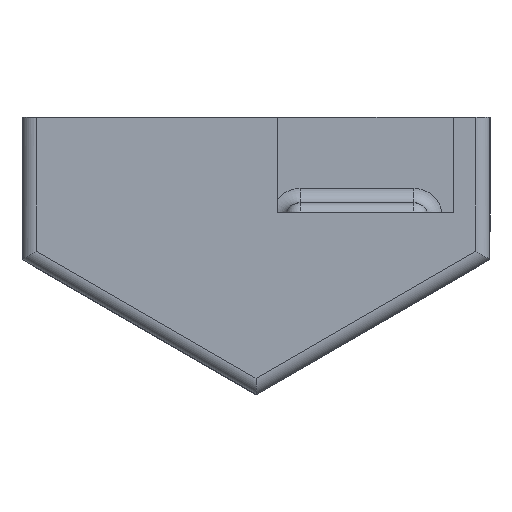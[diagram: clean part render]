
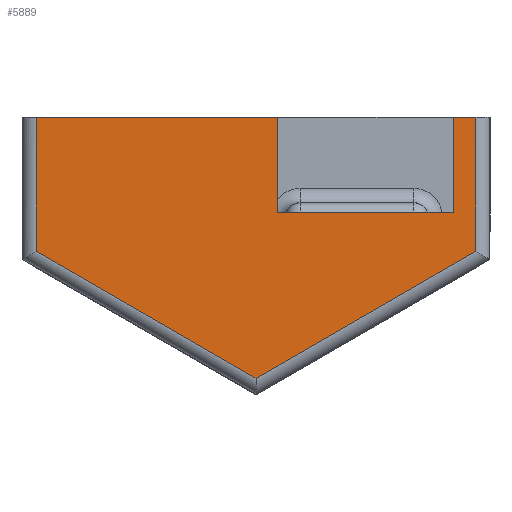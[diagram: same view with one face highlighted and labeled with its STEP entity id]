
A CAD part, left-side view. The second image highlights one B-rep face of the part: STEP entity #5889.
In plain terms, the highlighted planar face has unit normal (-1, 0, 0).
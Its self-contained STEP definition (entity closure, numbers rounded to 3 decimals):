
#479=FACE_OUTER_BOUND('',#837,.T.);
#837=EDGE_LOOP('',(#4220,#4221,#4222,#4223,#4224,#4225,#4226,#4227,#4228));
#1312=LINE('',#8947,#1962);
#1338=LINE('',#9009,#1988);
#1358=LINE('',#9043,#2008);
#1359=LINE('',#9045,#2009);
#1360=LINE('',#9047,#2010);
#1361=LINE('',#9048,#2011);
#1362=LINE('',#9050,#2012);
#1363=LINE('',#9052,#2013);
#1364=LINE('',#9053,#2014);
#1962=VECTOR('',#7067,1.554);
#1988=VECTOR('',#7117,16.954);
#2008=VECTOR('',#7145,9.423);
#2009=VECTOR('',#7146,17.845);
#2010=VECTOR('',#7147,17.845);
#2011=VECTOR('',#7148,9.423);
#2012=VECTOR('',#7149,6.7);
#2013=VECTOR('',#7150,12.4);
#2014=VECTOR('',#7151,6.7);
#2601=VERTEX_POINT('',#8945);
#2602=VERTEX_POINT('',#8946);
#2625=VERTEX_POINT('',#9006);
#2626=VERTEX_POINT('',#9008);
#2636=VERTEX_POINT('',#9042);
#2637=VERTEX_POINT('',#9044);
#2638=VERTEX_POINT('',#9046);
#2639=VERTEX_POINT('',#9049);
#2640=VERTEX_POINT('',#9051);
#3183=EDGE_CURVE('',#2601,#2602,#1312,.T.);
#3215=EDGE_CURVE('',#2625,#2626,#1338,.T.);
#3235=EDGE_CURVE('',#2625,#2636,#1358,.F.);
#3236=EDGE_CURVE('',#2636,#2637,#1359,.F.);
#3237=EDGE_CURVE('',#2637,#2638,#1360,.F.);
#3238=EDGE_CURVE('',#2638,#2602,#1361,.F.);
#3239=EDGE_CURVE('',#2639,#2601,#1362,.T.);
#3240=EDGE_CURVE('',#2640,#2639,#1363,.T.);
#3241=EDGE_CURVE('',#2626,#2640,#1364,.T.);
#4220=ORIENTED_EDGE('',*,*,#3215,.F.);
#4221=ORIENTED_EDGE('',*,*,#3235,.T.);
#4222=ORIENTED_EDGE('',*,*,#3236,.T.);
#4223=ORIENTED_EDGE('',*,*,#3237,.T.);
#4224=ORIENTED_EDGE('',*,*,#3238,.T.);
#4225=ORIENTED_EDGE('',*,*,#3183,.F.);
#4226=ORIENTED_EDGE('',*,*,#3239,.F.);
#4227=ORIENTED_EDGE('',*,*,#3240,.F.);
#4228=ORIENTED_EDGE('',*,*,#3241,.F.);
#5686=PLANE('',#6288);
#5889=ADVANCED_FACE('',(#479),#5686,.F.);
#6288=AXIS2_PLACEMENT_3D('',#9041,#7143,#7144);
#7067=DIRECTION('',(0.,-1.,0.));
#7117=DIRECTION('',(0.,-1.,0.));
#7143=DIRECTION('center_axis',(1.,0.,0.));
#7144=DIRECTION('ref_axis',(0.,0.,-1.));
#7145=DIRECTION('',(0.,0.,1.));
#7146=DIRECTION('',(0.,0.866,0.5));
#7147=DIRECTION('',(0.,0.866,-0.5));
#7148=DIRECTION('',(0.,0.,-1.));
#7149=DIRECTION('',(0.,0.,1.));
#7150=DIRECTION('',(0.,-1.,0.));
#7151=DIRECTION('',(0.,0.,-1.));
#8945=CARTESIAN_POINT('',(-76.875,-13.9,0.5));
#8946=CARTESIAN_POINT('',(-76.875,-15.454,0.5));
#8947=CARTESIAN_POINT('',(-76.875,-13.9,0.5));
#9006=CARTESIAN_POINT('',(-76.875,15.454,0.5));
#9008=CARTESIAN_POINT('',(-76.875,-1.5,0.5));
#9009=CARTESIAN_POINT('',(-76.875,15.454,0.5));
#9041=CARTESIAN_POINT('Origin',(-76.875,0.,0.));
#9042=CARTESIAN_POINT('',(-76.875,15.454,-8.923));
#9043=CARTESIAN_POINT('',(-76.875,15.454,-8.923));
#9044=CARTESIAN_POINT('',(-76.875,0.,-17.845));
#9045=CARTESIAN_POINT('',(-76.875,0.,-17.845));
#9046=CARTESIAN_POINT('',(-76.875,-15.454,-8.923));
#9047=CARTESIAN_POINT('',(-76.875,-15.454,-8.923));
#9048=CARTESIAN_POINT('',(-76.875,-15.454,0.5));
#9049=CARTESIAN_POINT('',(-76.875,-13.9,-6.2));
#9050=CARTESIAN_POINT('',(-76.875,-13.9,-6.2));
#9051=CARTESIAN_POINT('',(-76.875,-1.5,-6.2));
#9052=CARTESIAN_POINT('',(-76.875,-1.5,-6.2));
#9053=CARTESIAN_POINT('',(-76.875,-1.5,0.5));
